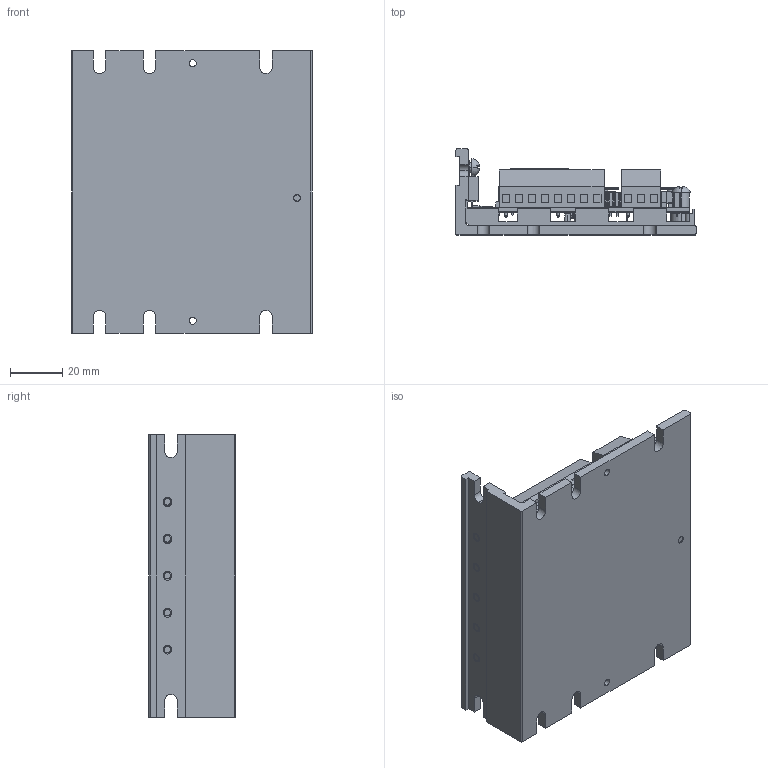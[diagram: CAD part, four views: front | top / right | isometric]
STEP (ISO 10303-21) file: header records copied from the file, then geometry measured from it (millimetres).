
FILE_DESCRIPTION (( 'STEP AP214' ), '1' );
FILE_NAME ('GSD4A-240-2C b1.STEP', '2019-09-16T16:54:04', ( '' ), ( '' ), 'SwSTEP 2.0', 'SolidWorks 2017', '' );
FILE_SCHEMA (( 'AUTOMOTIVE_DESIGN' ));
Length unit declared in the file: inch
Products named in the file (1): GSD4A-240-2C b1
Bounding box: 91.69 x 32.89 x 107.95 mm (x, y, z)
Volume: 88091.8 mm3; surface area: 79319.4 mm2
Topology: 51 solids, 51 shells, 3352 faces, 9126 edges, 6002 vertices
Faces by surface type: plane 2324, cylinder 923, bspline 55, torus 46, cone 4
Entity records: 151710 total; most frequent: CARTESIAN_POINT 20969, ORIENTED_EDGE 18240, DIRECTION 17523, EDGE_CURVE 9120, LINE 6943, VECTOR 6943, VERTEX_POINT 6002, AXIS2_PLACEMENT_3D 5290
